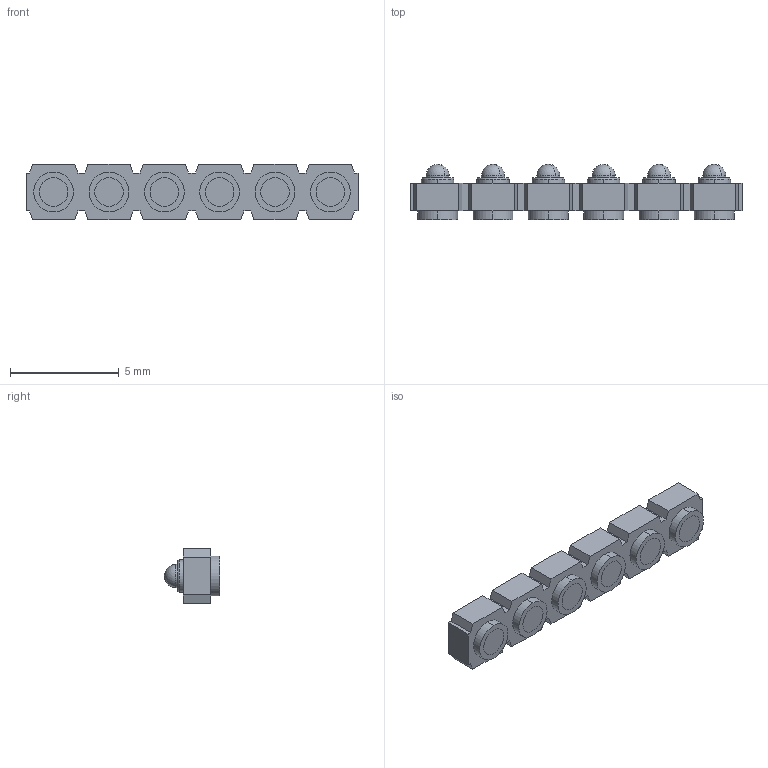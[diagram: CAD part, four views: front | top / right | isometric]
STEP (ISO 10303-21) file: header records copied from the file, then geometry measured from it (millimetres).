
FILE_DESCRIPTION (( 'STEP AP214' ), '1' );
FILE_NAME ('mill-max-815-22-006-30-001101.step', '2020-01-14T08:21:45', ( '' ), ( '' ), 'SwSTEP 2.0', 'SolidWorks 2019', '' );
FILE_SCHEMA (( 'AUTOMOTIVE_DESIGN' ));
Length unit declared in the file: inch
Products named in the file (3): mill-max-815-22-006-30-001101_0965_default; mill-max-815-22-006-30-001101; mill-max-815-22-006-30-001101_P3XX-18-012-00-090000_P306-18-012-00-090000
Assembly tree (7 placements, depth 2):
  mill-max-815-22-006-30-001101
    mill-max-815-22-006-30-001101_P3XX-18-012-00-090000_P306-18-012-00-090000
    mill-max-815-22-006-30-001101_0965_default  x6
Bounding box: 15.24 x 2.54 x 2.54 mm (x, y, z)
Volume: 56.5 mm3; surface area: 234.9 mm2
Topology: 7 solids, 7 shells, 180 faces, 432 edges, 278 vertices
Faces by surface type: plane 84, cylinder 60, cone 24, sphere 12
Entity records: 2834 total; most frequent: CARTESIAN_POINT 474, DIRECTION 466, ORIENTED_EDGE 456, EDGE_CURVE 228, VECTOR 180, LINE 180, VERTEX_POINT 151, AXIS2_PLACEMENT_3D 143
